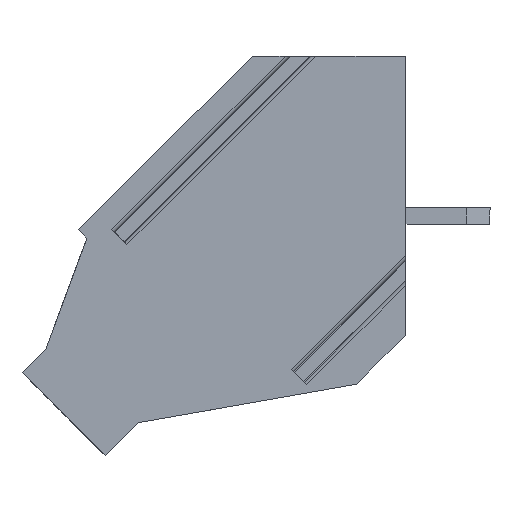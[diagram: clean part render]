
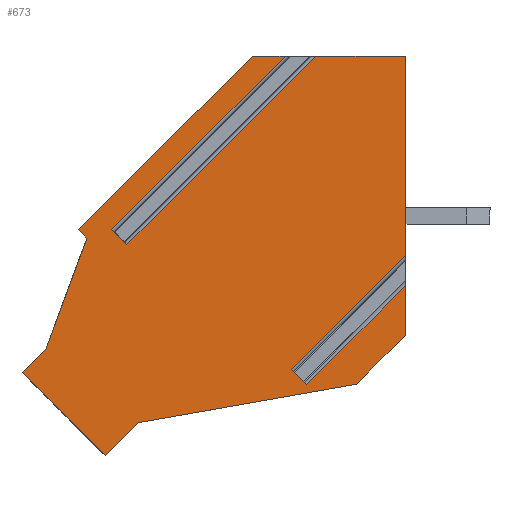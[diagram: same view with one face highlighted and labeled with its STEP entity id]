
A CAD part, left-side view. The second image highlights one B-rep face of the part: STEP entity #673.
In plain terms, the highlighted planar face has unit normal (-1, 0, 0).
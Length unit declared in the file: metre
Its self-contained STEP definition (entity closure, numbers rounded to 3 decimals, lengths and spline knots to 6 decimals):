
#673=ADVANCED_FACE('',(#1493),#1494,.T.);
#1493=FACE_OUTER_BOUND('',#2448,.T.);
#1494=PLANE('',#2449);
#2448=EDGE_LOOP('',(#4435,#4436,#4437,#4438,#4439,#4440,#4441,#4442,#4443,#4444,#4445,#4446,#4447,#4448,#4449,#4450,#4451,#4452));
#2449=AXIS2_PLACEMENT_3D('',#4453,#4454,#4455);
#4435=ORIENTED_EDGE('',*,*,#6525,.F.);
#4436=ORIENTED_EDGE('',*,*,#6464,.T.);
#4437=ORIENTED_EDGE('',*,*,#6526,.T.);
#4438=ORIENTED_EDGE('',*,*,#6527,.T.);
#4439=ORIENTED_EDGE('',*,*,#6528,.T.);
#4440=ORIENTED_EDGE('',*,*,#5994,.F.);
#4441=ORIENTED_EDGE('',*,*,#6529,.T.);
#4442=ORIENTED_EDGE('',*,*,#6530,.T.);
#4443=ORIENTED_EDGE('',*,*,#6407,.T.);
#4444=ORIENTED_EDGE('',*,*,#6531,.T.);
#4445=ORIENTED_EDGE('',*,*,#6513,.T.);
#4446=ORIENTED_EDGE('',*,*,#6532,.T.);
#4447=ORIENTED_EDGE('',*,*,#6070,.T.);
#4448=ORIENTED_EDGE('',*,*,#6447,.T.);
#4449=ORIENTED_EDGE('',*,*,#5767,.T.);
#4450=ORIENTED_EDGE('',*,*,#6533,.T.);
#4451=ORIENTED_EDGE('',*,*,#6534,.T.);
#4452=ORIENTED_EDGE('',*,*,#6535,.T.);
#4453=CARTESIAN_POINT('',(0.,-0.004895,-0.089807));
#4454=DIRECTION('',(-1.0,0.,0.));
#4455=DIRECTION('',(0.,1.0,0.0));
#5767=EDGE_CURVE('',#6916,#6917,#6918,.T.);
#5994=EDGE_CURVE('',#7319,#7321,#7322,.T.);
#6070=EDGE_CURVE('',#7446,#7448,#7450,.T.);
#6407=EDGE_CURVE('',#7964,#7962,#7965,.T.);
#6447=EDGE_CURVE('',#7448,#6916,#8012,.T.);
#6464=EDGE_CURVE('',#8036,#8033,#8037,.T.);
#6513=EDGE_CURVE('',#8102,#8104,#8106,.T.);
#6525=EDGE_CURVE('',#8036,#8122,#8123,.T.);
#6526=EDGE_CURVE('',#8033,#8124,#8125,.T.);
#6527=EDGE_CURVE('',#8124,#8126,#8127,.T.);
#6528=EDGE_CURVE('',#8126,#7321,#8128,.T.);
#6529=EDGE_CURVE('',#7319,#8129,#8130,.T.);
#6530=EDGE_CURVE('',#8129,#7964,#8131,.T.);
#6531=EDGE_CURVE('',#7962,#8102,#8132,.T.);
#6532=EDGE_CURVE('',#8104,#7446,#8133,.T.);
#6533=EDGE_CURVE('',#6917,#8134,#8135,.T.);
#6534=EDGE_CURVE('',#8134,#8136,#8137,.T.);
#6535=EDGE_CURVE('',#8136,#8122,#8138,.T.);
#6916=VERTEX_POINT('',#8601);
#6917=VERTEX_POINT('',#8602);
#6918=LINE('',#8603,#8604);
#7319=VERTEX_POINT('',#9168);
#7321=VERTEX_POINT('',#9170);
#7322=LINE('',#9171,#9172);
#7446=VERTEX_POINT('',#9353);
#7448=VERTEX_POINT('',#9356);
#7450=LINE('',#9359,#9360);
#7962=VERTEX_POINT('',#10107);
#7964=VERTEX_POINT('',#10110);
#7965=LINE('',#10111,#10112);
#8012=LINE('',#10181,#10182);
#8033=VERTEX_POINT('',#10209);
#8036=VERTEX_POINT('',#10212);
#8037=LINE('',#10213,#10214);
#8102=VERTEX_POINT('',#10310);
#8104=VERTEX_POINT('',#10313);
#8106=LINE('',#10316,#10317);
#8122=VERTEX_POINT('',#10341);
#8123=LINE('',#10342,#10343);
#8124=VERTEX_POINT('',#10344);
#8125=LINE('',#10345,#10346);
#8126=VERTEX_POINT('',#10347);
#8127=LINE('',#10348,#10349);
#8128=LINE('',#10350,#10351);
#8129=VERTEX_POINT('',#10352);
#8130=LINE('',#10353,#10354);
#8131=LINE('',#10355,#10356);
#8132=LINE('',#10357,#10358);
#8133=LINE('',#10359,#10360);
#8134=VERTEX_POINT('',#10361);
#8135=LINE('',#10362,#10363);
#8136=VERTEX_POINT('',#10364);
#8137=LINE('',#10365,#10366);
#8138=LINE('',#10367,#10368);
#8601=CARTESIAN_POINT('',(0.,0.011348,-0.015586));
#8602=CARTESIAN_POINT('',(0.,0.002076,-0.013951));
#8603=CARTESIAN_POINT('',(0.,0.002076,-0.013951));
#8604=VECTOR('',#10915,1.0);
#9168=CARTESIAN_POINT('',(0.,0.012486,-0.007376));
#9170=CARTESIAN_POINT('',(0.,0.011836,-0.008027));
#9171=CARTESIAN_POINT('',(0.,0.011949,-0.007914));
#9172=VECTOR('',#11169,1.0);
#9353=CARTESIAN_POINT('',(0.,0.016297,-0.013464));
#9356=CARTESIAN_POINT('',(0.,0.012762,-0.017));
#9359=CARTESIAN_POINT('',(0.,0.012762,-0.017));
#9360=VECTOR('',#11241,1.0);
#10107=CARTESIAN_POINT('',(0.,0.013893,-0.007383));
#10110=CARTESIAN_POINT('',(0.,0.00651,0.));
#10111=CARTESIAN_POINT('',(0.,0.013893,-0.007383));
#10112=VECTOR('',#11567,1.0);
#10181=CARTESIAN_POINT('',(0.,0.011348,-0.015586));
#10182=VECTOR('',#11599,1.0);
#10209=CARTESIAN_POINT('',(0.,0.,-0.008467));
#10212=CARTESIAN_POINT('',(0.,0.004849,-0.013316));
#10213=CARTESIAN_POINT('',(0.,0.038223,-0.04669));
#10214=VECTOR('',#11618,1.0);
#10310=CARTESIAN_POINT('',(0.,0.01354,-0.007737));
#10313=CARTESIAN_POINT('',(0.,0.015272,-0.012439));
#10316=CARTESIAN_POINT('',(0.,0.015272,-0.012439));
#10317=VECTOR('',#11658,1.0);
#10341=CARTESIAN_POINT('',(0.,0.004199,-0.013966));
#10342=CARTESIAN_POINT('',(0.,0.004312,-0.013853));
#10343=VECTOR('',#11667,1.0);
#10344=CARTESIAN_POINT('',(0.0,0.,0.));
#10345=CARTESIAN_POINT('',(0.,0.,0.000112));
#10346=VECTOR('',#11668,1.0);
#10347=CARTESIAN_POINT('',(0.,0.003809,0.));
#10348=CARTESIAN_POINT('',(0.,0.007424,0.));
#10349=VECTOR('',#11669,1.0);
#10350=CARTESIAN_POINT('',(0.,0.04436,-0.040552));
#10351=VECTOR('',#11670,1.0);
#10352=CARTESIAN_POINT('',(0.,0.005109,0.));
#10353=CARTESIAN_POINT('',(0.,0.045011,-0.039901));
#10354=VECTOR('',#11671,1.0);
#10355=CARTESIAN_POINT('',(0.,0.007424,0.));
#10356=VECTOR('',#11672,1.0);
#10357=CARTESIAN_POINT('',(0.,0.01354,-0.007737));
#10358=VECTOR('',#11673,1.0);
#10359=CARTESIAN_POINT('',(0.,0.016297,-0.013464));
#10360=VECTOR('',#11674,1.0);
#10361=CARTESIAN_POINT('',(0.,0.,-0.011875));
#10362=CARTESIAN_POINT('',(0.,0.,-0.011875));
#10363=VECTOR('',#11675,1.0);
#10364=CARTESIAN_POINT('',(0.,0.,-0.009768));
#10365=CARTESIAN_POINT('',(0.,0.,0.000112));
#10366=VECTOR('',#11676,1.0);
#10367=CARTESIAN_POINT('',(0.,0.037572,-0.04734));
#10368=VECTOR('',#11677,1.0);
#10915=DIRECTION('',(0.,-0.985,0.174));
#11169=DIRECTION('',(0.,-0.707,-0.707));
#11241=DIRECTION('',(0.,-0.707,-0.707));
#11567=DIRECTION('',(0.,0.707,-0.707));
#11599=DIRECTION('',(0.,-0.707,0.707));
#11618=DIRECTION('',(0.,-0.707,0.707));
#11658=DIRECTION('',(0.,0.346,-0.938));
#11667=DIRECTION('',(0.,-0.707,-0.707));
#11668=DIRECTION('',(0.,0.,1.0));
#11669=DIRECTION('',(0.,1.0,0.));
#11670=DIRECTION('',(0.,0.707,-0.707));
#11671=DIRECTION('',(0.,-0.707,0.707));
#11672=DIRECTION('',(0.,1.0,0.));
#11673=DIRECTION('',(0.,-0.707,-0.707));
#11674=DIRECTION('',(0.,0.707,-0.707));
#11675=DIRECTION('',(0.,-0.707,0.707));
#11676=DIRECTION('',(0.,0.,1.0));
#11677=DIRECTION('',(0.,0.707,-0.707));
